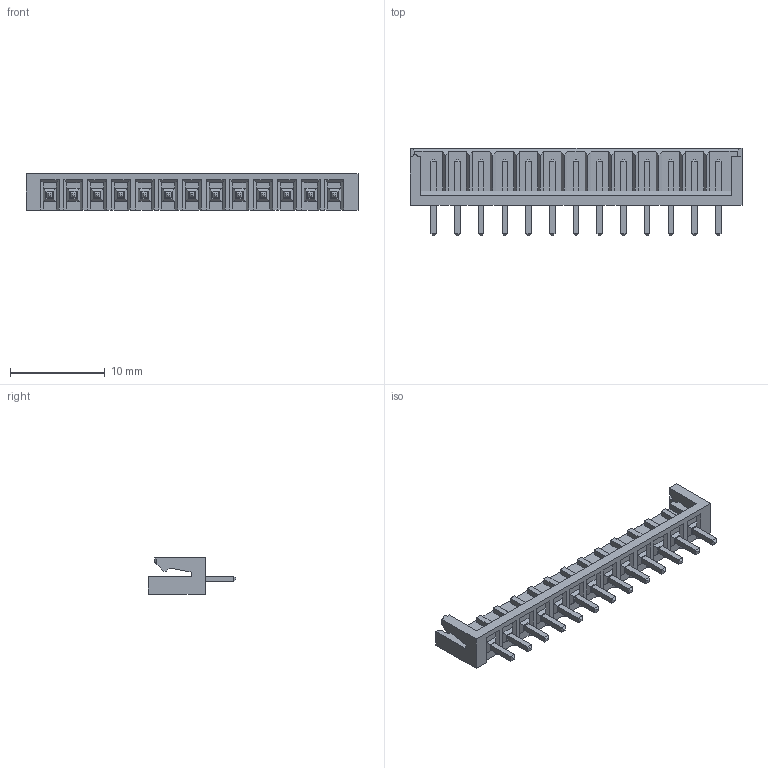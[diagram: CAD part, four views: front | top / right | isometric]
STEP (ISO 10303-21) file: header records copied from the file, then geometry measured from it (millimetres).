
FILE_DESCRIPTION (( 'STEP AP214' ), '1' );
FILE_NAME ('JST-B13B-EH-A.STEP', '2020-12-30T02:27:17', ( '' ), ( '' ), 'SwSTEP 2.0', 'SolidWorks 2020', '' );
FILE_SCHEMA (( 'AUTOMOTIVE_DESIGN' ));
Length unit declared in the file: millimetre
Products named in the file (1): JST-B13B-EH-A
Bounding box: 35 x 9.2 x 3.8 mm (x, y, z)
Volume: 293.9 mm3; surface area: 978.5 mm2
Topology: 1 solids, 1 shells, 439 faces, 1075 edges, 664 vertices
Faces by surface type: plane 438, cylinder 1
Entity records: 17289 total; most frequent: CARTESIAN_POINT 2182, ORIENTED_EDGE 2150, DIRECTION 1955, EDGE_CURVE 1075, LINE 1073, VECTOR 1073, VERTEX_POINT 664, EDGE_LOOP 465
